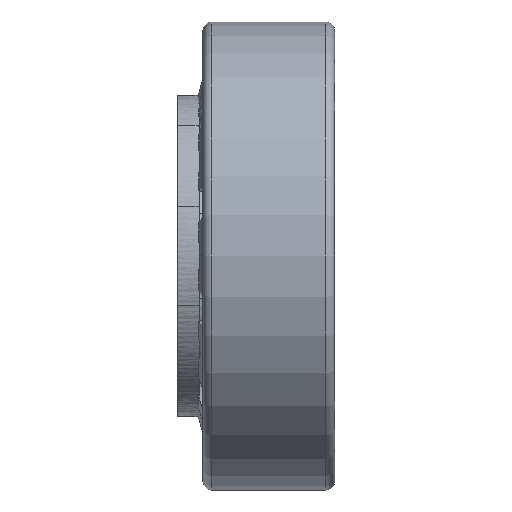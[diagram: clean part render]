
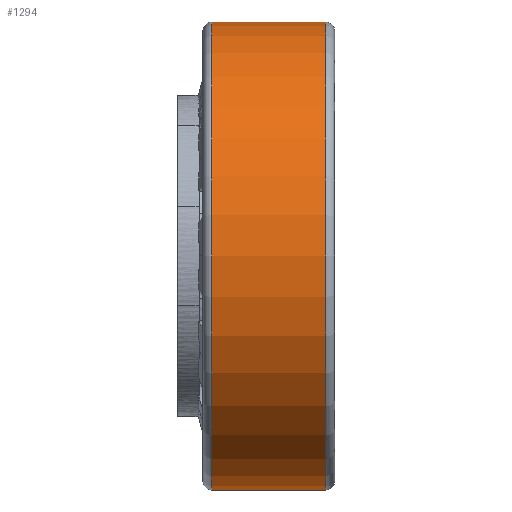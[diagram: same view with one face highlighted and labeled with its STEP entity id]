
A CAD part, front view. The second image highlights one B-rep face of the part: STEP entity #1294.
In plain terms, the highlighted cylindrical face has radius 16 mm (diameter 32 mm), a partial arc.
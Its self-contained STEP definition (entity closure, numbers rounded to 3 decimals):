
#8 = EDGE_CURVE ( 'NONE', #2225, #7131, #3072, .T. ) ;
#132 = FACE_OUTER_BOUND ( 'NONE', #6711, .T. ) ;
#354 = CIRCLE ( 'NONE', #1227, 16. ) ;
#406 = DIRECTION ( 'NONE',  ( 0., 0., 1. ) ) ;
#590 = VECTOR ( 'NONE', #3167, 1000. ) ;
#800 = EDGE_CURVE ( 'NONE', #6694, #2225, #354, .T. ) ;
#951 = CARTESIAN_POINT ( 'NONE',  ( -2., 0., 0. ) ) ;
#1227 = AXIS2_PLACEMENT_3D ( 'NONE', #5610, #5518, #4877 ) ;
#1294 = ADVANCED_FACE ( 'NONE', ( #132 ), #4956, .T. ) ;
#1447 = CARTESIAN_POINT ( 'NONE',  ( 2.35, 0., -16. ) ) ;
#1493 = DIRECTION ( 'NONE',  ( -1., 0., 0. ) ) ;
#2225 = VERTEX_POINT ( 'NONE', #3534 ) ;
#2312 = DIRECTION ( 'NONE',  ( 0., 0., 1. ) ) ;
#2619 = EDGE_CURVE ( 'NONE', #6694, #8648, #3616, .T. ) ;
#2818 = EDGE_CURVE ( 'NONE', #8648, #7131, #7692, .T. ) ;
#3072 = LINE ( 'NONE', #5895, #590 ) ;
#3167 = DIRECTION ( 'NONE',  ( -1., 0., 0. ) ) ;
#3334 = ORIENTED_EDGE ( 'NONE', *, *, #8, .T. ) ;
#3534 = CARTESIAN_POINT ( 'NONE',  ( 10.15, 0., 16. ) ) ;
#3616 = LINE ( 'NONE', #6397, #7985 ) ;
#4016 = AXIS2_PLACEMENT_3D ( 'NONE', #7579, #7485, #406 ) ;
#4764 = AXIS2_PLACEMENT_3D ( 'NONE', #951, #1493, #2312 ) ;
#4877 = DIRECTION ( 'NONE',  ( 0., 0., 1. ) ) ;
#4956 = CYLINDRICAL_SURFACE ( 'NONE', #4764, 16. ) ;
#5518 = DIRECTION ( 'NONE',  ( -1., 0., 0. ) ) ;
#5610 = CARTESIAN_POINT ( 'NONE',  ( 10.15, 0., 0. ) ) ;
#5654 = ORIENTED_EDGE ( 'NONE', *, *, #2818, .F. ) ;
#5895 = CARTESIAN_POINT ( 'NONE',  ( -2., 0., 16. ) ) ;
#6084 = CARTESIAN_POINT ( 'NONE',  ( 2.35, 0., 16. ) ) ;
#6397 = CARTESIAN_POINT ( 'NONE',  ( -2., 0., -16. ) ) ;
#6694 = VERTEX_POINT ( 'NONE', #6825 ) ;
#6711 = EDGE_LOOP ( 'NONE', ( #8920, #8636, #3334, #5654 ) ) ;
#6825 = CARTESIAN_POINT ( 'NONE',  ( 10.15, 0., -16. ) ) ;
#7131 = VERTEX_POINT ( 'NONE', #6084 ) ;
#7485 = DIRECTION ( 'NONE',  ( -1., 0., 0. ) ) ;
#7579 = CARTESIAN_POINT ( 'NONE',  ( 2.35, 0., 0. ) ) ;
#7692 = CIRCLE ( 'NONE', #4016, 16. ) ;
#7723 = DIRECTION ( 'NONE',  ( -1., 0., 0. ) ) ;
#7985 = VECTOR ( 'NONE', #7723, 1000. ) ;
#8636 = ORIENTED_EDGE ( 'NONE', *, *, #800, .T. ) ;
#8648 = VERTEX_POINT ( 'NONE', #1447 ) ;
#8920 = ORIENTED_EDGE ( 'NONE', *, *, #2619, .F. ) ;
